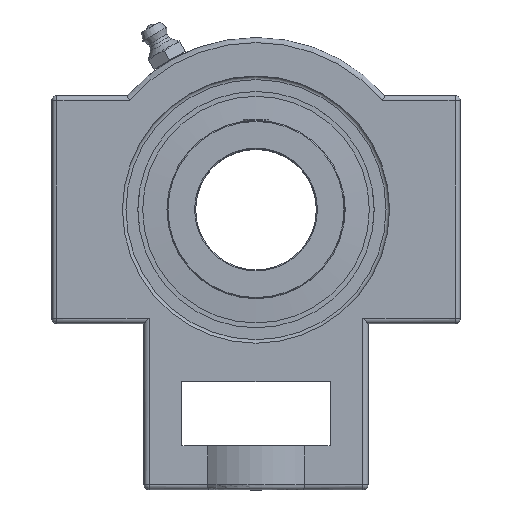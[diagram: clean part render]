
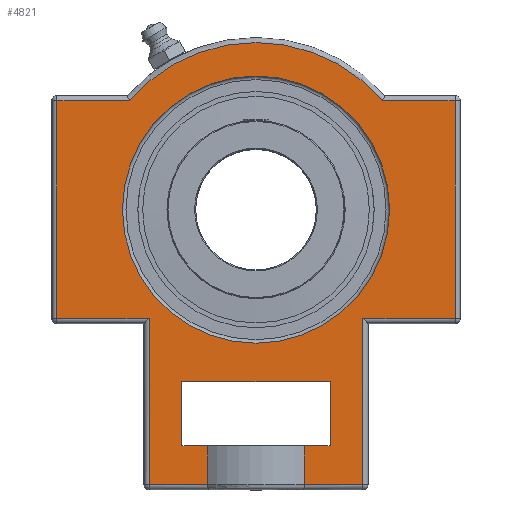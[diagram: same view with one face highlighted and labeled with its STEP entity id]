
A CAD part, top view. The second image highlights one B-rep face of the part: STEP entity #4821.
In plain terms, the highlighted face is planar.
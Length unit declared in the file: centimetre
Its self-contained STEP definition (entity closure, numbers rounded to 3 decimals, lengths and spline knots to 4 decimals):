
#777=CARTESIAN_POINT('',(-0.,-3.3376,-1.4));
#778=VERTEX_POINT('',#777);
#788=CARTESIAN_POINT('',(0.,3.3376,-1.4));
#789=VERTEX_POINT('',#788);
#790=CARTESIAN_POINT('',(0.,0.,-1.4));
#791=DIRECTION('',(0.,-0.,1.));
#792=DIRECTION('',(0.,1.,0.));
#793=AXIS2_PLACEMENT_3D('',#790,#791,#792);
#794=CIRCLE('',#793,3.3376);
#795=EDGE_CURVE('',#789,#778,#794,.T.);
#797=CARTESIAN_POINT('',(0.,0.,-1.4));
#798=DIRECTION('',(0.,-0.,1.));
#799=DIRECTION('',(0.,1.,0.));
#800=AXIS2_PLACEMENT_3D('',#797,#798,#799);
#801=CIRCLE('',#800,3.3376);
#802=EDGE_CURVE('',#778,#789,#801,.T.);
#3538=CARTESIAN_POINT('',(-2.673,-6.873,-1.4));
#3539=VERTEX_POINT('',#3538);
#3564=CARTESIAN_POINT('',(2.673,-6.873,-1.4));
#3565=VERTEX_POINT('',#3564);
#3606=CARTESIAN_POINT('',(2.673,-2.723,-1.4));
#3607=VERTEX_POINT('',#3606);
#3608=CARTESIAN_POINT('',(2.673,-7.1397,-1.4));
#3609=DIRECTION('',(0.,1.,0.));
#3610=VECTOR('',#3609,11.5794);
#3611=LINE('',#3608,#3610);
#3612=EDGE_CURVE('',#3565,#3607,#3611,.T.);
#3640=CARTESIAN_POINT('',(-4.973,-2.723,-1.4));
#3641=VERTEX_POINT('',#3640);
#3666=CARTESIAN_POINT('',(4.973,-2.723,-1.4));
#3667=VERTEX_POINT('',#3666);
#3710=CARTESIAN_POINT('',(-4.973,2.723,-1.4));
#3711=VERTEX_POINT('',#3710);
#3736=CARTESIAN_POINT('',(4.973,2.723,-1.4));
#3737=VERTEX_POINT('',#3736);
#3778=CARTESIAN_POINT('',(3.1622,2.723,-1.4));
#3779=VERTEX_POINT('',#3778);
#3780=CARTESIAN_POINT('',(5.2397,2.723,-1.4));
#3781=DIRECTION('',(-1.,0.,0.));
#3782=VECTOR('',#3781,10.4794);
#3783=LINE('',#3780,#3782);
#3784=EDGE_CURVE('',#3737,#3779,#3783,.T.);
#3811=CARTESIAN_POINT('',(-3.1622,2.723,-1.4));
#3812=VERTEX_POINT('',#3811);
#3813=CARTESIAN_POINT('',(0.,0.,-1.4));
#3814=DIRECTION('',(0.,0.,1.));
#3815=DIRECTION('',(-0.,1.,0.));
#3816=AXIS2_PLACEMENT_3D('',#3813,#3814,#3815);
#3817=CIRCLE('',#3816,4.173);
#3818=EDGE_CURVE('',#3779,#3812,#3817,.T.);
#3855=CARTESIAN_POINT('',(5.2397,2.723,-1.4));
#3856=DIRECTION('',(-1.,0.,0.));
#3857=VECTOR('',#3856,10.4794);
#3858=LINE('',#3855,#3857);
#3859=EDGE_CURVE('',#3812,#3711,#3858,.T.);
#3917=CARTESIAN_POINT('',(4.973,-3.0176,-1.4));
#3918=DIRECTION('',(0.,1.,0.));
#3919=VECTOR('',#3918,6.0353);
#3920=LINE('',#3917,#3919);
#3921=EDGE_CURVE('',#3667,#3737,#3920,.T.);
#3971=CARTESIAN_POINT('',(-4.973,3.0176,-1.4));
#3972=DIRECTION('',(0.,-1.,0.));
#3973=VECTOR('',#3972,6.0353);
#3974=LINE('',#3971,#3973);
#3975=EDGE_CURVE('',#3711,#3641,#3974,.T.);
#4017=CARTESIAN_POINT('',(-5.2397,-2.723,-1.4));
#4018=DIRECTION('',(1.,0.,-0.));
#4019=VECTOR('',#4018,10.4794);
#4020=LINE('',#4017,#4019);
#4021=EDGE_CURVE('',#3607,#3667,#4020,.T.);
#4080=CARTESIAN_POINT('',(-2.673,-2.723,-1.4));
#4081=VERTEX_POINT('',#4080);
#4082=CARTESIAN_POINT('',(-5.2397,-2.723,-1.4));
#4083=DIRECTION('',(1.,0.,-0.));
#4084=VECTOR('',#4083,10.4794);
#4085=LINE('',#4082,#4084);
#4086=EDGE_CURVE('',#3641,#4081,#4085,.T.);
#4103=CARTESIAN_POINT('',(-2.673,4.4397,-1.4));
#4104=DIRECTION('',(0.,-1.,0.));
#4105=VECTOR('',#4104,11.5794);
#4106=LINE('',#4103,#4105);
#4107=EDGE_CURVE('',#4081,#3539,#4106,.T.);
#4147=CARTESIAN_POINT('',(1.2093,-6.873,-1.4));
#4148=VERTEX_POINT('',#4147);
#4149=CARTESIAN_POINT('',(-5.2397,-6.873,-1.4));
#4150=DIRECTION('',(1.,0.,-0.));
#4151=VECTOR('',#4150,10.4794);
#4152=LINE('',#4149,#4151);
#4153=EDGE_CURVE('',#4148,#3565,#4152,.T.);
#4220=CARTESIAN_POINT('',(-1.2093,-6.873,-1.4));
#4221=VERTEX_POINT('',#4220);
#4222=CARTESIAN_POINT('',(-5.2397,-6.873,-1.4));
#4223=DIRECTION('',(1.,0.,-0.));
#4224=VECTOR('',#4223,10.4794);
#4225=LINE('',#4222,#4224);
#4226=EDGE_CURVE('',#3539,#4221,#4225,.T.);
#4745=CARTESIAN_POINT('',(-2.089,-1.7367,-1.4));
#4746=DIRECTION('',(0.,0.,1.));
#4747=DIRECTION('',(1.,0.,0.));
#4748=AXIS2_PLACEMENT_3D('',#4745,#4746,#4747);
#4749=PLANE('',#4748);
#4750=ORIENTED_EDGE('',*,*,#4226,.F.);
#4751=ORIENTED_EDGE('',*,*,#4107,.F.);
#4752=ORIENTED_EDGE('',*,*,#4086,.F.);
#4753=ORIENTED_EDGE('',*,*,#3975,.F.);
#4754=ORIENTED_EDGE('',*,*,#3859,.F.);
#4755=ORIENTED_EDGE('',*,*,#3818,.F.);
#4756=ORIENTED_EDGE('',*,*,#3784,.F.);
#4757=ORIENTED_EDGE('',*,*,#3921,.F.);
#4758=ORIENTED_EDGE('',*,*,#4021,.F.);
#4759=ORIENTED_EDGE('',*,*,#3612,.F.);
#4760=ORIENTED_EDGE('',*,*,#4153,.F.);
#4761=CARTESIAN_POINT('',(1.2093,-5.9,-1.4));
#4762=VERTEX_POINT('',#4761);
#4763=CARTESIAN_POINT('',(1.2093,-12351.45,-1.4));
#4764=DIRECTION('',(0.,1.,0.));
#4765=VECTOR('',#4764,24690.);
#4766=LINE('',#4763,#4765);
#4767=EDGE_CURVE('',#4148,#4762,#4766,.T.);
#4768=ORIENTED_EDGE('',*,*,#4767,.T.);
#4769=CARTESIAN_POINT('',(1.85,-5.9,-1.4));
#4770=VERTEX_POINT('',#4769);
#4771=CARTESIAN_POINT('',(12346.85,-5.9,-1.4));
#4772=DIRECTION('',(-1.,0.,0.));
#4773=VECTOR('',#4772,24690.);
#4774=LINE('',#4771,#4773);
#4775=EDGE_CURVE('',#4770,#4762,#4774,.T.);
#4776=ORIENTED_EDGE('',*,*,#4775,.F.);
#4777=CARTESIAN_POINT('',(1.85,-4.3,-1.4));
#4778=VERTEX_POINT('',#4777);
#4779=CARTESIAN_POINT('',(1.85,12340.7,-1.4));
#4780=DIRECTION('',(0.,-1.,0.));
#4781=VECTOR('',#4780,24690.);
#4782=LINE('',#4779,#4781);
#4783=EDGE_CURVE('',#4778,#4770,#4782,.T.);
#4784=ORIENTED_EDGE('',*,*,#4783,.F.);
#4785=CARTESIAN_POINT('',(-1.85,-4.3,-1.4));
#4786=VERTEX_POINT('',#4785);
#4787=CARTESIAN_POINT('',(-12345.,-4.3,-1.4));
#4788=DIRECTION('',(1.,0.,-0.));
#4789=VECTOR('',#4788,24690.);
#4790=LINE('',#4787,#4789);
#4791=EDGE_CURVE('',#4786,#4778,#4790,.T.);
#4792=ORIENTED_EDGE('',*,*,#4791,.F.);
#4793=CARTESIAN_POINT('',(-1.85,-5.9,-1.4));
#4794=VERTEX_POINT('',#4793);
#4795=CARTESIAN_POINT('',(-1.85,-12349.3,-1.4));
#4796=DIRECTION('',(0.,1.,0.));
#4797=VECTOR('',#4796,24690.);
#4798=LINE('',#4795,#4797);
#4799=EDGE_CURVE('',#4794,#4786,#4798,.T.);
#4800=ORIENTED_EDGE('',*,*,#4799,.F.);
#4801=CARTESIAN_POINT('',(-1.2093,-5.9,-1.4));
#4802=VERTEX_POINT('',#4801);
#4803=CARTESIAN_POINT('',(12346.85,-5.9,-1.4));
#4804=DIRECTION('',(-1.,0.,0.));
#4805=VECTOR('',#4804,24690.);
#4806=LINE('',#4803,#4805);
#4807=EDGE_CURVE('',#4802,#4794,#4806,.T.);
#4808=ORIENTED_EDGE('',*,*,#4807,.F.);
#4809=CARTESIAN_POINT('',(-1.2093,12338.55,-1.4));
#4810=DIRECTION('',(0.,-1.,0.));
#4811=VECTOR('',#4810,24690.);
#4812=LINE('',#4809,#4811);
#4813=EDGE_CURVE('',#4802,#4221,#4812,.T.);
#4814=ORIENTED_EDGE('',*,*,#4813,.T.);
#4815=EDGE_LOOP('',(#4750,#4751,#4752,#4753,#4754,#4755,#4756,#4757,#4758,#4759,#4760,#4768,#4776,#4784,#4792,#4800,#4808,#4814));
#4816=FACE_BOUND('',#4815,.T.);
#4817=ORIENTED_EDGE('',*,*,#795,.T.);
#4818=ORIENTED_EDGE('',*,*,#802,.T.);
#4819=EDGE_LOOP('',(#4817,#4818));
#4820=FACE_BOUND('',#4819,.T.);
#4821=ADVANCED_FACE('',(#4816,#4820),#4749,.F.);
